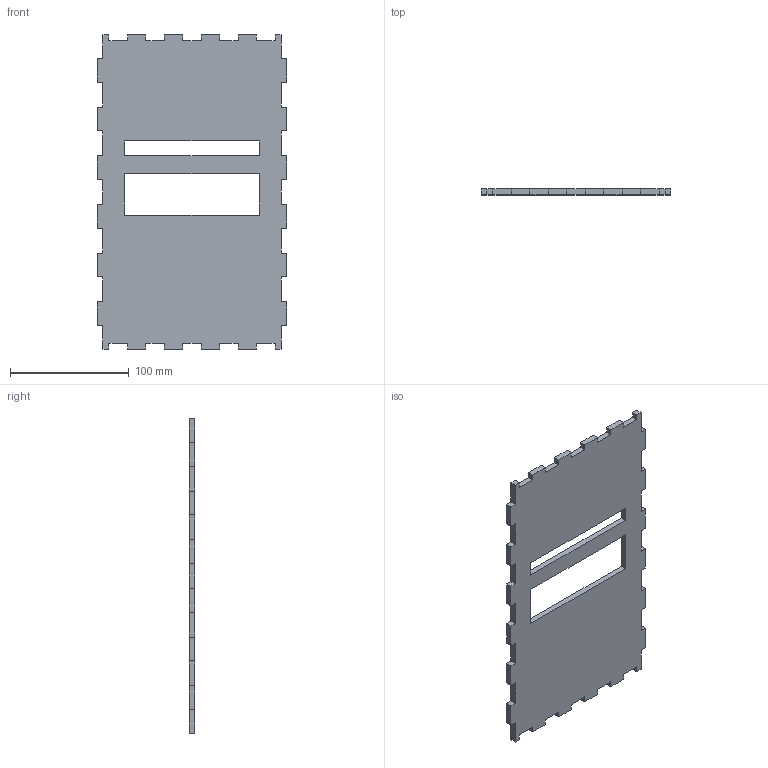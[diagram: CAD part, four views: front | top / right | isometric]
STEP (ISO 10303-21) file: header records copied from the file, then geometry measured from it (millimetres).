
FILE_DESCRIPTION (( 'STEP AP203' ), '1' );
FILE_NAME ('Top.STEP', '2026-02-27T18:55:27', ( '' ), ( '' ), 'SwSTEP 2.0', 'SolidWorks 2024', '' );
FILE_SCHEMA (( 'CONFIG_CONTROL_DESIGN' ));
Length unit declared in the file: millimetre
Products named in the file (1): Top
Bounding box: 160 x 5 x 265 mm (x, y, z)
Volume: 173975 mm3; surface area: 77575 mm2
Topology: 1 solids, 1 shells, 102 faces, 300 edges, 200 vertices
Faces by surface type: plane 102
Entity records: 3409 total; most frequent: CARTESIAN_POINT 603, ORIENTED_EDGE 600, DIRECTION 506, LINE 300, VECTOR 300, EDGE_CURVE 300, VERTEX_POINT 200, EDGE_LOOP 106
